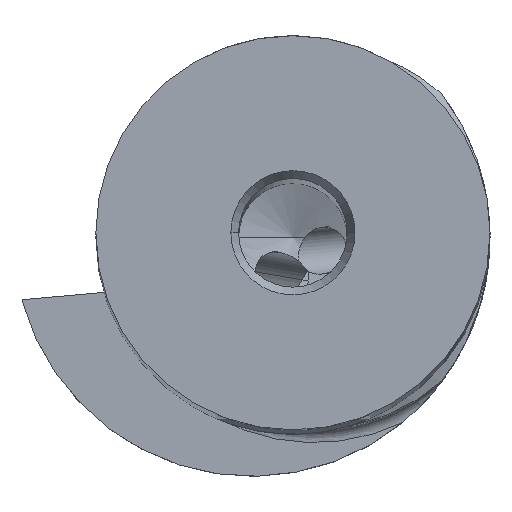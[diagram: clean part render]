
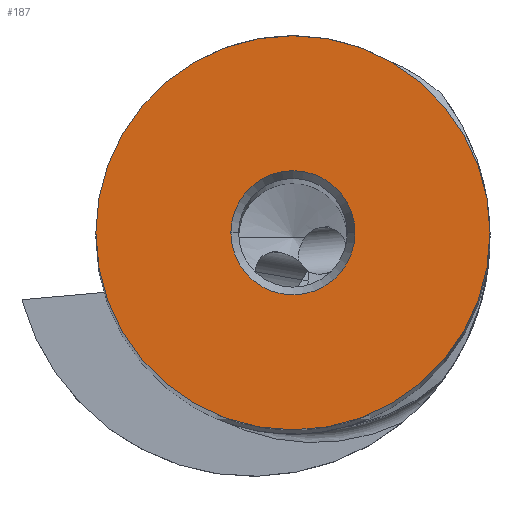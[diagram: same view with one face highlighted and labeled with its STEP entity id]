
A CAD part, top view. The second image highlights one B-rep face of the part: STEP entity #187.
In plain terms, the highlighted planar face has unit normal (0, 0, 1).
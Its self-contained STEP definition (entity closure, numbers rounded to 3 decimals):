
#57=FACE_BOUND('',#341,.T.);
#58=FACE_BOUND('',#342,.T.);
#88=PLANE('',#1397);
#187=ADVANCED_FACE('',(#57,#58),#88,.T.);
#341=EDGE_LOOP('',(#757,#758));
#342=EDGE_LOOP('',(#759,#760));
#757=ORIENTED_EDGE('',*,*,#1159,.F.);
#758=ORIENTED_EDGE('',*,*,#1165,.F.);
#759=ORIENTED_EDGE('',*,*,#1170,.F.);
#760=ORIENTED_EDGE('',*,*,#1171,.F.);
#998=VERTEX_POINT('',#2820);
#999=VERTEX_POINT('',#2822);
#1008=VERTEX_POINT('',#2844);
#1009=VERTEX_POINT('',#2845);
#1159=EDGE_CURVE('',#998,#999,#1273,.T.);
#1165=EDGE_CURVE('',#999,#998,#1274,.T.);
#1170=EDGE_CURVE('',#1008,#1009,#1275,.T.);
#1171=EDGE_CURVE('',#1009,#1008,#1276,.T.);
#1273=CIRCLE('',#1387,12.7);
#1274=CIRCLE('',#1391,12.7);
#1275=CIRCLE('',#1395,4.);
#1276=CIRCLE('',#1396,4.);
#1387=AXIS2_PLACEMENT_3D('',#2821,#1639,#1640);
#1391=AXIS2_PLACEMENT_3D('',#2833,#1650,#1651);
#1395=AXIS2_PLACEMENT_3D('',#2843,#1660,#1661);
#1396=AXIS2_PLACEMENT_3D('',#2846,#1662,#1663);
#1397=AXIS2_PLACEMENT_3D('',#2847,#1664,#1665);
#1639=DIRECTION('',(0.,0.,-1.));
#1640=DIRECTION('',(1.,0.,0.));
#1650=DIRECTION('',(0.,0.,-1.));
#1651=DIRECTION('',(-1.,0.,0.));
#1660=DIRECTION('',(0.,0.,1.));
#1661=DIRECTION('',(1.,0.,0.));
#1662=DIRECTION('',(0.,0.,1.));
#1663=DIRECTION('',(-1.,0.,0.));
#1664=DIRECTION('',(0.,0.,1.));
#1665=DIRECTION('',(1.,0.,0.));
#2820=CARTESIAN_POINT('',(12.7,0.,0.));
#2821=CARTESIAN_POINT('',(0.,0.,0.));
#2822=CARTESIAN_POINT('',(-12.7,0.,0.));
#2833=CARTESIAN_POINT('',(0.,0.,0.));
#2843=CARTESIAN_POINT('',(0.,0.,0.));
#2844=CARTESIAN_POINT('',(4.,0.,0.));
#2845=CARTESIAN_POINT('',(-4.,0.,0.));
#2846=CARTESIAN_POINT('',(0.,0.,0.));
#2847=CARTESIAN_POINT('',(0.,0.,0.));
